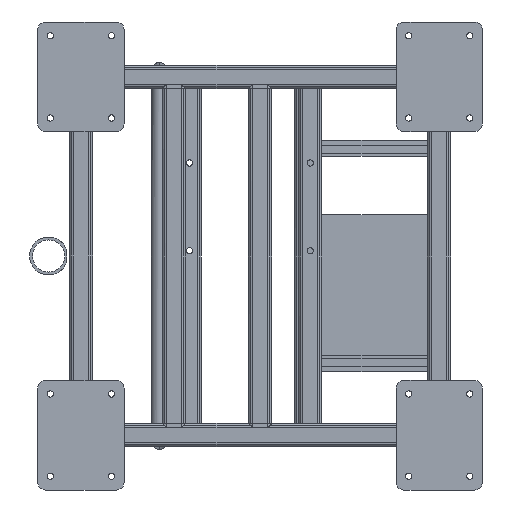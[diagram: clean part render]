
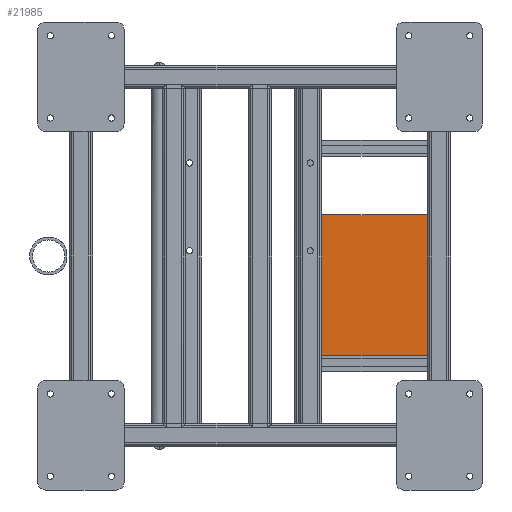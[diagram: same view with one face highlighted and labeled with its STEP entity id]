
A CAD part, front view. The second image highlights one B-rep face of the part: STEP entity #21985.
In plain terms, the highlighted planar face has unit normal (0, -1, 0).
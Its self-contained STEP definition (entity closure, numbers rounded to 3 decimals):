
#121 = DIRECTION ( 'NONE',  ( 0., -1., 0. ) ) ;
#422 = EDGE_CURVE ( 'NONE', #18728, #10157, #7610, .T. ) ;
#426 = LINE ( 'NONE', #22688, #13448 ) ;
#2409 = FACE_OUTER_BOUND ( 'NONE', #18813, .T. ) ;
#2599 = EDGE_CURVE ( 'NONE', #18599, #18728, #426, .T. ) ;
#3266 = VECTOR ( 'NONE', #11252, 1000. ) ;
#3576 = DIRECTION ( 'NONE',  ( -1., 0., 0. ) ) ;
#4130 = LINE ( 'NONE', #18675, #9029 ) ;
#4273 = VERTEX_POINT ( 'NONE', #5383 ) ;
#5383 = CARTESIAN_POINT ( 'NONE',  ( 296.8, 715.788, -356. ) ) ;
#6023 = AXIS2_PLACEMENT_3D ( 'NONE', #8173, #121, #22398 ) ;
#7303 = ORIENTED_EDGE ( 'NONE', *, *, #422, .T. ) ;
#7510 = VECTOR ( 'NONE', #3576, 1000. ) ;
#7610 = LINE ( 'NONE', #22358, #7510 ) ;
#8173 = CARTESIAN_POINT ( 'NONE',  ( 447.2, 715.788, -356. ) ) ;
#8261 = EDGE_CURVE ( 'NONE', #18599, #4273, #15339, .T. ) ;
#9029 = VECTOR ( 'NONE', #22262, 1000. ) ;
#10157 = VERTEX_POINT ( 'NONE', #23169 ) ;
#10695 = PLANE ( 'NONE',  #6023 ) ;
#11252 = DIRECTION ( 'NONE',  ( -1., 0., 0. ) ) ;
#11324 = EDGE_CURVE ( 'NONE', #4273, #10157, #4130, .T. ) ;
#12432 = DIRECTION ( 'NONE',  ( 0., 0., 1. ) ) ;
#13448 = VECTOR ( 'NONE', #12432, 1000. ) ;
#15339 = LINE ( 'NONE', #23459, #3266 ) ;
#15954 = CARTESIAN_POINT ( 'NONE',  ( 447.2, 715.788, -175.963 ) ) ;
#16019 = ORIENTED_EDGE ( 'NONE', *, *, #2599, .T. ) ;
#18319 = CARTESIAN_POINT ( 'NONE',  ( 447.2, 715.788, -356. ) ) ;
#18599 = VERTEX_POINT ( 'NONE', #18319 ) ;
#18675 = CARTESIAN_POINT ( 'NONE',  ( 296.8, 715.788, -356. ) ) ;
#18728 = VERTEX_POINT ( 'NONE', #15954 ) ;
#18813 = EDGE_LOOP ( 'NONE', ( #22486, #26321, #16019, #7303 ) ) ;
#21985 = ADVANCED_FACE ( 'NONE', ( #2409 ), #10695, .T. ) ;
#22262 = DIRECTION ( 'NONE',  ( 0., 0., 1. ) ) ;
#22358 = CARTESIAN_POINT ( 'NONE',  ( 447.2, 715.788, -175.963 ) ) ;
#22398 = DIRECTION ( 'NONE',  ( 0., 0., -1. ) ) ;
#22486 = ORIENTED_EDGE ( 'NONE', *, *, #11324, .F. ) ;
#22688 = CARTESIAN_POINT ( 'NONE',  ( 447.2, 715.788, -356. ) ) ;
#23169 = CARTESIAN_POINT ( 'NONE',  ( 296.8, 715.788, -175.963 ) ) ;
#23459 = CARTESIAN_POINT ( 'NONE',  ( 447.2, 715.788, -356. ) ) ;
#26321 = ORIENTED_EDGE ( 'NONE', *, *, #8261, .F. ) ;
